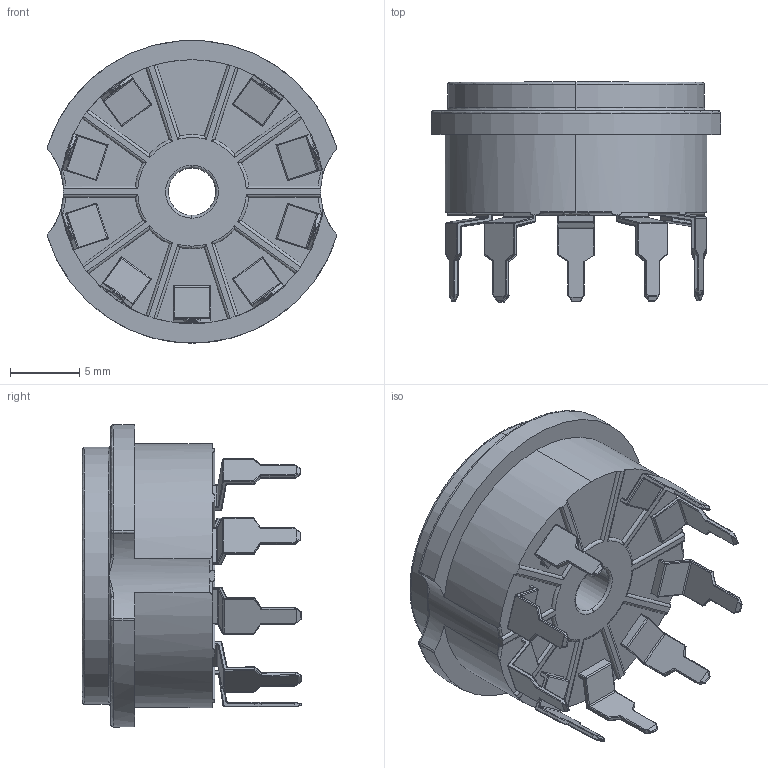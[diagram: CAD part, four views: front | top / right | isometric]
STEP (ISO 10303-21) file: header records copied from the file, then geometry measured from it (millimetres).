
FILE_DESCRIPTION (( 'STEP AP214' ), '1' );
FILE_NAME ('User Library-montagem sem blindagem.STEP', '2018-12-20T19:47:28', ( '' ), ( '' ), 'SwSTEP 2.0', 'SolidWorks 2018', '' );
FILE_SCHEMA (( 'AUTOMOTIVE_DESIGN' ));
Length unit declared in the file: millimetre
Products named in the file (3): User Library-montagem sem blindagem_Base plastica; User Library-montagem sem blindagem_terminal; User Library-montagem sem blindagem
Assembly tree (10 placements, depth 2):
  User Library-montagem sem blindagem
    User Library-montagem sem blindagem_Base plastica
    User Library-montagem sem blindagem_terminal  x9
Bounding box: 20.85 x 15.81 x 21.76 mm (x, y, z)
Volume: 2469.9 mm3; surface area: 3211.2 mm2
Topology: 10 solids, 10 shells, 975 faces, 2593 edges, 1608 vertices
Faces by surface type: cylinder 461, plane 314, bspline 174, cone 26
Entity records: 22226 total; most frequent: CARTESIAN_POINT 7937, ORIENTED_EDGE 2682, DIRECTION 2293, EDGE_CURVE 1341, VERTEX_POINT 872, AXIS2_PLACEMENT_3D 837, VECTOR 619, LINE 619
